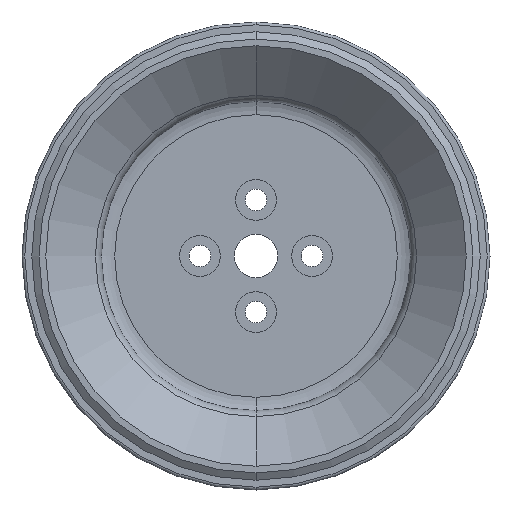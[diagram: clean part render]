
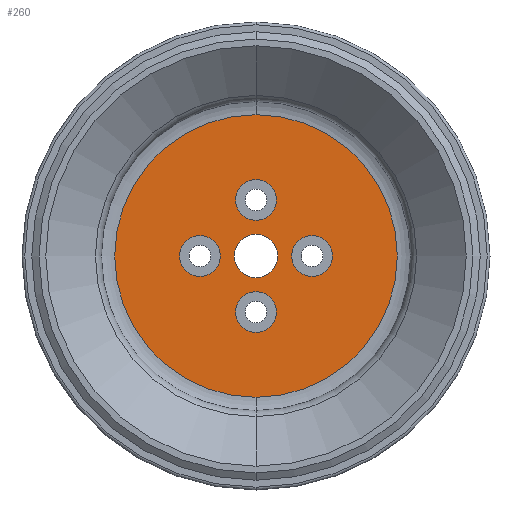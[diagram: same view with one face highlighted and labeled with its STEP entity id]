
A CAD part, front view. The second image highlights one B-rep face of the part: STEP entity #260.
In plain terms, the highlighted planar face has unit normal (0, -1, 0).
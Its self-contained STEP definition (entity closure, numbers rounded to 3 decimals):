
#260=ADVANCED_FACE('',(#587,#588,#589,#590,#591,#592),#593,.T.);
#587=FACE_BOUND('',#991,.T.);
#588=FACE_BOUND('',#992,.T.);
#589=FACE_BOUND('',#993,.T.);
#590=FACE_BOUND('',#994,.T.);
#591=FACE_OUTER_BOUND('',#995,.T.);
#592=FACE_BOUND('',#996,.T.);
#593=PLANE('',#997);
#991=EDGE_LOOP('',(#7666,#7667));
#992=EDGE_LOOP('',(#7668,#7669));
#993=EDGE_LOOP('',(#7670,#7671));
#994=EDGE_LOOP('',(#7672,#7673));
#995=EDGE_LOOP('',(#7674,#7675));
#996=EDGE_LOOP('',(#7676,#7677));
#997=AXIS2_PLACEMENT_3D('',#7678,#7679,#7680);
#7666=ORIENTED_EDGE('',*,*,#8342,.F.);
#7667=ORIENTED_EDGE('',*,*,#8137,.F.);
#7668=ORIENTED_EDGE('',*,*,#8343,.F.);
#7669=ORIENTED_EDGE('',*,*,#8142,.F.);
#7670=ORIENTED_EDGE('',*,*,#8344,.F.);
#7671=ORIENTED_EDGE('',*,*,#8147,.F.);
#7672=ORIENTED_EDGE('',*,*,#8345,.F.);
#7673=ORIENTED_EDGE('',*,*,#8152,.F.);
#7674=ORIENTED_EDGE('',*,*,#8340,.T.);
#7675=ORIENTED_EDGE('',*,*,#8190,.T.);
#7676=ORIENTED_EDGE('',*,*,#8346,.F.);
#7677=ORIENTED_EDGE('',*,*,#8187,.F.);
#7678=CARTESIAN_POINT('',(50.428,-14.0,0.0));
#7679=DIRECTION('',(0.0,-1.0,0.0));
#7680=DIRECTION('',(0.0,0.0,-1.0));
#8137=EDGE_CURVE('',#8561,#8563,#8564,.T.);
#8142=EDGE_CURVE('',#8570,#8572,#8573,.T.);
#8147=EDGE_CURVE('',#8579,#8581,#8582,.T.);
#8152=EDGE_CURVE('',#8588,#8590,#8591,.T.);
#8187=EDGE_CURVE('',#8651,#8653,#8654,.T.);
#8190=EDGE_CURVE('',#8657,#8658,#8659,.T.);
#8340=EDGE_CURVE('',#8658,#8657,#8883,.T.);
#8342=EDGE_CURVE('',#8563,#8561,#8885,.T.);
#8343=EDGE_CURVE('',#8572,#8570,#8886,.T.);
#8344=EDGE_CURVE('',#8581,#8579,#8887,.T.);
#8345=EDGE_CURVE('',#8590,#8588,#8888,.T.);
#8346=EDGE_CURVE('',#8653,#8651,#8889,.T.);
#8561=VERTEX_POINT('',#9154);
#8563=VERTEX_POINT('',#9157);
#8564=CIRCLE('',#9158,7.25);
#8570=VERTEX_POINT('',#9165);
#8572=VERTEX_POINT('',#9168);
#8573=CIRCLE('',#9169,7.25);
#8579=VERTEX_POINT('',#9176);
#8581=VERTEX_POINT('',#9179);
#8582=CIRCLE('',#9180,7.25);
#8588=VERTEX_POINT('',#9187);
#8590=VERTEX_POINT('',#9190);
#8591=CIRCLE('',#9191,7.25);
#8651=VERTEX_POINT('',#9264);
#8653=VERTEX_POINT('',#9267);
#8654=CIRCLE('',#9268,7.75);
#8657=VERTEX_POINT('',#9272);
#8658=VERTEX_POINT('',#9273);
#8659=CIRCLE('',#9274,50.428);
#8883=CIRCLE('',#10252,50.428);
#8885=CIRCLE('',#10254,7.25);
#8886=CIRCLE('',#10255,7.25);
#8887=CIRCLE('',#10256,7.25);
#8888=CIRCLE('',#10257,7.25);
#8889=CIRCLE('',#10258,7.75);
#9154=CARTESIAN_POINT('',(0.,-14.0,27.25));
#9157=CARTESIAN_POINT('',(0.0,-14.0,12.75));
#9158=AXIS2_PLACEMENT_3D('',#12273,#12274,#12275);
#9165=CARTESIAN_POINT('',(-20.0,-14.0,7.25));
#9168=CARTESIAN_POINT('',(-20.0,-14.0,-7.25));
#9169=AXIS2_PLACEMENT_3D('',#12281,#12282,#12283);
#9176=CARTESIAN_POINT('',(0.,-14.0,-12.75));
#9179=CARTESIAN_POINT('',(0.0,-14.0,-27.25));
#9180=AXIS2_PLACEMENT_3D('',#12289,#12290,#12291);
#9187=CARTESIAN_POINT('',(20.0,-14.0,7.25));
#9190=CARTESIAN_POINT('',(20.0,-14.0,-7.25));
#9191=AXIS2_PLACEMENT_3D('',#12297,#12298,#12299);
#9264=CARTESIAN_POINT('',(0.,-14.0,7.75));
#9267=CARTESIAN_POINT('',(0.0,-14.0,-7.75));
#9268=AXIS2_PLACEMENT_3D('',#12353,#12354,#12355);
#9272=CARTESIAN_POINT('',(0.,-14.0,50.428));
#9273=CARTESIAN_POINT('',(0.0,-14.0,-50.428));
#9274=AXIS2_PLACEMENT_3D('',#12357,#12358,#12359);
#10252=AXIS2_PLACEMENT_3D('',#12546,#12547,#12548);
#10254=AXIS2_PLACEMENT_3D('',#12549,#12550,#12551);
#10255=AXIS2_PLACEMENT_3D('',#12552,#12553,#12554);
#10256=AXIS2_PLACEMENT_3D('',#12555,#12556,#12557);
#10257=AXIS2_PLACEMENT_3D('',#12558,#12559,#12560);
#10258=AXIS2_PLACEMENT_3D('',#12561,#12562,#12563);
#12273=CARTESIAN_POINT('',(0.0,-14.0,20.0));
#12274=DIRECTION('',(0.0,-1.0,0.0));
#12275=DIRECTION('',(0.0,0.0,-1.0));
#12281=CARTESIAN_POINT('',(-20.0,-14.0,0.0));
#12282=DIRECTION('',(0.0,-1.0,0.0));
#12283=DIRECTION('',(0.0,0.0,-1.0));
#12289=CARTESIAN_POINT('',(0.0,-14.0,-20.0));
#12290=DIRECTION('',(0.0,-1.0,0.0));
#12291=DIRECTION('',(0.0,0.0,-1.0));
#12297=CARTESIAN_POINT('',(20.0,-14.0,0.0));
#12298=DIRECTION('',(0.0,-1.0,0.0));
#12299=DIRECTION('',(0.0,0.0,-1.0));
#12353=CARTESIAN_POINT('',(0.0,-14.0,0.0));
#12354=DIRECTION('',(0.0,-1.0,-0.0));
#12355=DIRECTION('',(0.0,0.0,-1.0));
#12357=CARTESIAN_POINT('',(0.0,-14.0,0.0));
#12358=DIRECTION('',(0.0,-1.0,-0.0));
#12359=DIRECTION('',(0.0,0.0,-1.0));
#12546=CARTESIAN_POINT('',(0.0,-14.0,0.0));
#12547=DIRECTION('',(0.0,-1.0,-0.0));
#12548=DIRECTION('',(0.0,0.0,-1.0));
#12549=CARTESIAN_POINT('',(0.0,-14.0,20.0));
#12550=DIRECTION('',(0.0,-1.0,0.0));
#12551=DIRECTION('',(0.0,0.0,-1.0));
#12552=CARTESIAN_POINT('',(-20.0,-14.0,0.0));
#12553=DIRECTION('',(0.0,-1.0,0.0));
#12554=DIRECTION('',(0.0,0.0,-1.0));
#12555=CARTESIAN_POINT('',(0.0,-14.0,-20.0));
#12556=DIRECTION('',(0.0,-1.0,0.0));
#12557=DIRECTION('',(0.0,0.0,-1.0));
#12558=CARTESIAN_POINT('',(20.0,-14.0,0.0));
#12559=DIRECTION('',(0.0,-1.0,0.0));
#12560=DIRECTION('',(0.0,0.0,-1.0));
#12561=CARTESIAN_POINT('',(0.0,-14.0,0.0));
#12562=DIRECTION('',(0.0,-1.0,-0.0));
#12563=DIRECTION('',(0.0,0.0,-1.0));
